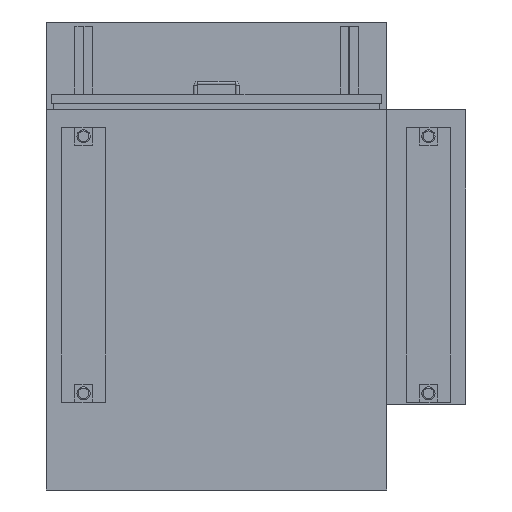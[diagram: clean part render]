
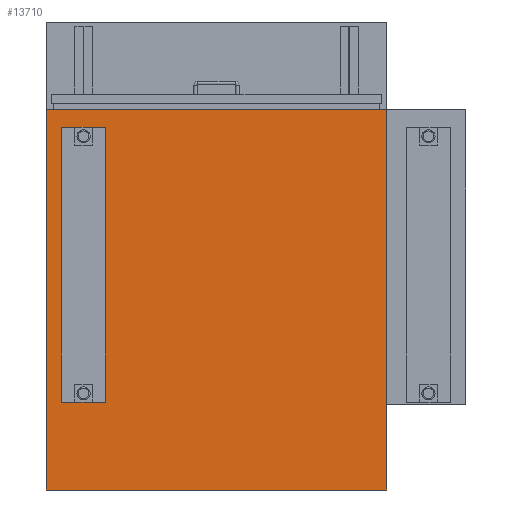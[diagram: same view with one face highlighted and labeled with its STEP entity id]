
A CAD part, front view. The second image highlights one B-rep face of the part: STEP entity #13710.
In plain terms, the highlighted planar face has unit normal (0, -1, 0).
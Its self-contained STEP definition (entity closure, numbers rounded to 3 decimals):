
#785=FACE_OUTER_BOUND('',#1627,.T.);
#1627=EDGE_LOOP('',(#9076,#9077,#9078,#9079));
#2497=LINE('',#20075,#4085);
#2507=LINE('',#20094,#4095);
#2508=LINE('',#20096,#4096);
#2509=LINE('',#20097,#4097);
#4085=VECTOR('',#15964,10.);
#4095=VECTOR('',#15984,10.);
#4096=VECTOR('',#15987,10.);
#4097=VECTOR('',#15988,10.);
#5664=VERTEX_POINT('',#20072);
#5665=VERTEX_POINT('',#20074);
#5668=VERTEX_POINT('',#20090);
#5669=VERTEX_POINT('',#20092);
#7035=EDGE_CURVE('',#5664,#5665,#2497,.T.);
#7045=EDGE_CURVE('',#5668,#5669,#2507,.T.);
#7046=EDGE_CURVE('',#5664,#5668,#2508,.T.);
#7047=EDGE_CURVE('',#5665,#5669,#2509,.T.);
#9076=ORIENTED_EDGE('',*,*,#7046,.T.);
#9077=ORIENTED_EDGE('',*,*,#7045,.T.);
#9078=ORIENTED_EDGE('',*,*,#7047,.F.);
#9079=ORIENTED_EDGE('',*,*,#7035,.F.);
#13009=PLANE('',#14670);
#13710=ADVANCED_FACE('',(#785),#13009,.T.);
#14670=AXIS2_PLACEMENT_3D('',#20095,#15985,#15986);
#15964=DIRECTION('',(1.,0.,0.));
#15984=DIRECTION('',(1.,0.,0.));
#15985=DIRECTION('center_axis',(0.,-1.,0.));
#15986=DIRECTION('ref_axis',(0.,0.,-1.));
#15987=DIRECTION('',(0.,0.,-1.));
#15988=DIRECTION('',(0.,0.,-1.));
#20072=CARTESIAN_POINT('',(0.,-270.,432.5));
#20074=CARTESIAN_POINT('',(775.,-270.,432.5));
#20075=CARTESIAN_POINT('',(0.,-270.,432.5));
#20090=CARTESIAN_POINT('',(0.,-270.,-432.5));
#20092=CARTESIAN_POINT('',(775.,-270.,-432.5));
#20094=CARTESIAN_POINT('',(0.,-270.,-432.5));
#20095=CARTESIAN_POINT('Origin',(0.,-270.,432.5));
#20096=CARTESIAN_POINT('',(0.,-270.,432.5));
#20097=CARTESIAN_POINT('',(775.,-270.,432.5));
